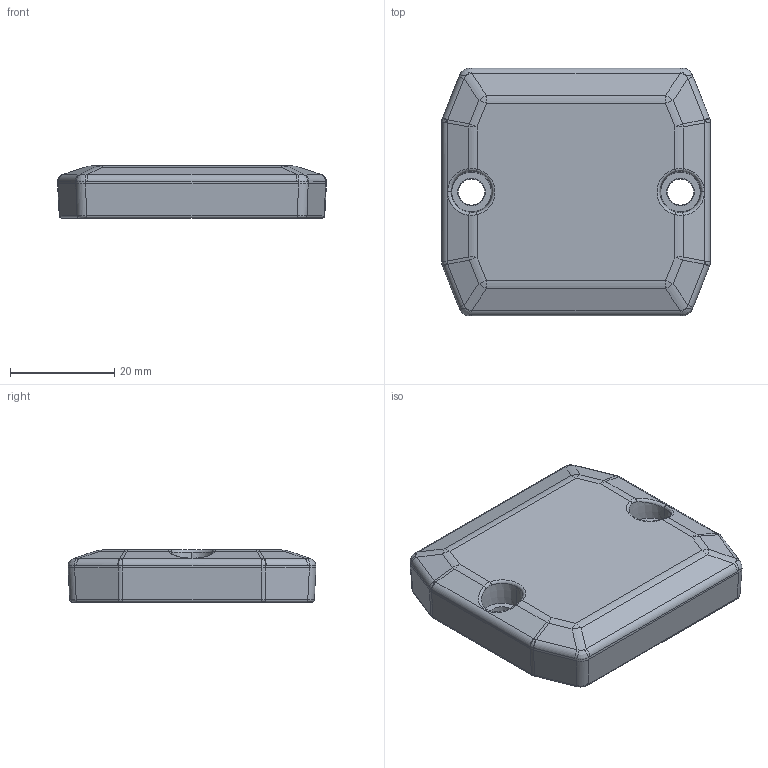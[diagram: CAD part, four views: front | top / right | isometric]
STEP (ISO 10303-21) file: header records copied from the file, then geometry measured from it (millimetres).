
FILE_DESCRIPTION((''),'2;1');
FILE_NAME('CAD-8483','2022-06-30T09:43:41',('creinig-se'),(''),'CREO PARAMETRIC BY PTC INC, 2019292','CREO PARAMETRIC BY PTC INC, 2019292','');
FILE_SCHEMA(('CONFIG_CONTROL_DESIGN','SHAPE_APPEARANCE_LAYERS_GROUPS'));
Length unit declared in the file: millimetre
Products named in the file (1): CAD-8483
Bounding box: 51.45 x 47.45 x 10 mm (x, y, z)
Surface area: 6399.1 mm2 (no closed solid volume)
Topology: 0 solids, 1 shells, 142 faces, 343 edges, 205 vertices
Faces by surface type: cylinder 50, bspline 40, plane 34, sphere 8, cone 8, torus 2
Entity records: 13699 total; most frequent: CARTESIAN_POINT 9594, ORIENTED_EDGE 666, DIRECTION 474, PRESENTATION_STYLE_ASSIGNMENT 340, STYLED_ITEM 340, CURVE_STYLE 339, EDGE_CURVE 339, VERTEX_POINT 205
